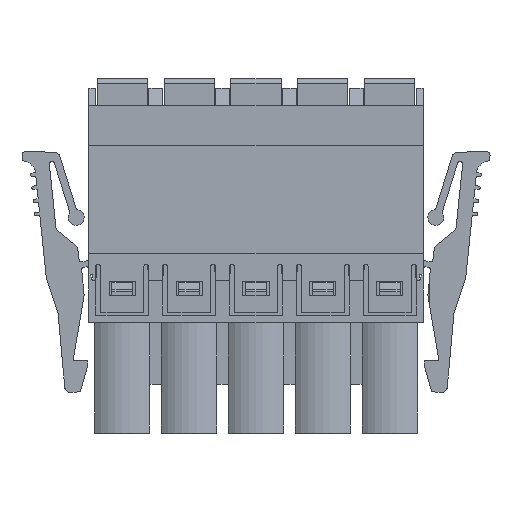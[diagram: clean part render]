
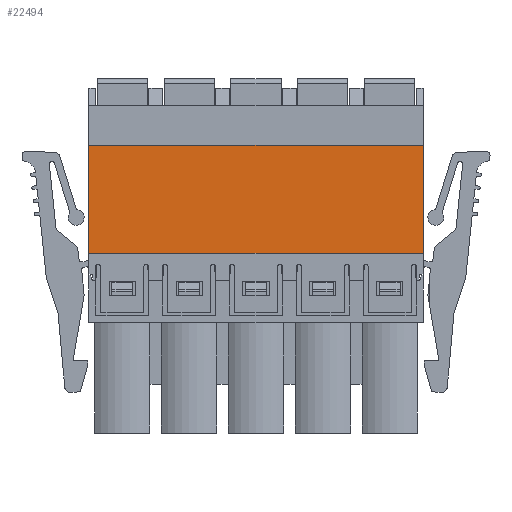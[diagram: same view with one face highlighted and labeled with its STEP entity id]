
A CAD part, front view. The second image highlights one B-rep face of the part: STEP entity #22494.
In plain terms, the highlighted planar face has unit normal (0, -1, 0).
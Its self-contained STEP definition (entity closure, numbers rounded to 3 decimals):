
#1980=ORIENTED_EDGE('',*,*,#8286,.T.);
#1981=ORIENTED_EDGE('',*,*,#8287,.F.);
#1982=ORIENTED_EDGE('',*,*,#7697,.F.);
#1983=ORIENTED_EDGE('',*,*,#8285,.T.);
#7697=EDGE_CURVE('',#10967,#10968,#13182,.T.);
#8285=EDGE_CURVE('',#10967,#11390,#13730,.T.);
#8286=EDGE_CURVE('',#11390,#11391,#13731,.T.);
#8287=EDGE_CURVE('',#10968,#11391,#13732,.T.);
#10967=VERTEX_POINT('',#32005);
#10968=VERTEX_POINT('',#32007);
#11390=VERTEX_POINT('',#33155);
#11391=VERTEX_POINT('',#33159);
#13182=LINE('',#32006,#16141);
#13730=LINE('',#33156,#16689);
#13731=LINE('',#33158,#16690);
#13732=LINE('',#33160,#16691);
#16141=VECTOR('',#25655,1000.);
#16689=VECTOR('',#26561,1000.);
#16690=VECTOR('',#26564,1000.);
#16691=VECTOR('',#26565,1000.);
#18941=EDGE_LOOP('',(#1980,#1981,#1982,#1983));
#20218=FACE_BOUND('',#18941,.T.);
#21454=PLANE('',#23810);
#22494=ADVANCED_FACE('',(#20218),#21454,.F.);
#23810=AXIS2_PLACEMENT_3D('',#33157,#26562,#26563);
#25655=DIRECTION('',(0.,0.,-1.));
#26561=DIRECTION('',(-1.,0.,0.));
#26562=DIRECTION('',(0.,1.,0.));
#26563=DIRECTION('',(0.,0.,1.));
#26564=DIRECTION('',(0.,0.,-1.));
#26565=DIRECTION('',(-1.,0.,0.));
#32005=CARTESIAN_POINT('',(12.7,-5.27,4.1));
#32006=CARTESIAN_POINT('',(12.7,-5.27,4.1));
#32007=CARTESIAN_POINT('',(12.7,-5.27,-4.1));
#33155=CARTESIAN_POINT('',(-12.7,-5.27,4.1));
#33156=CARTESIAN_POINT('',(12.7,-5.27,4.1));
#33157=CARTESIAN_POINT('',(12.7,-5.27,4.1));
#33158=CARTESIAN_POINT('',(-12.7,-5.27,4.1));
#33159=CARTESIAN_POINT('',(-12.7,-5.27,-4.1));
#33160=CARTESIAN_POINT('',(12.7,-5.27,-4.1));
